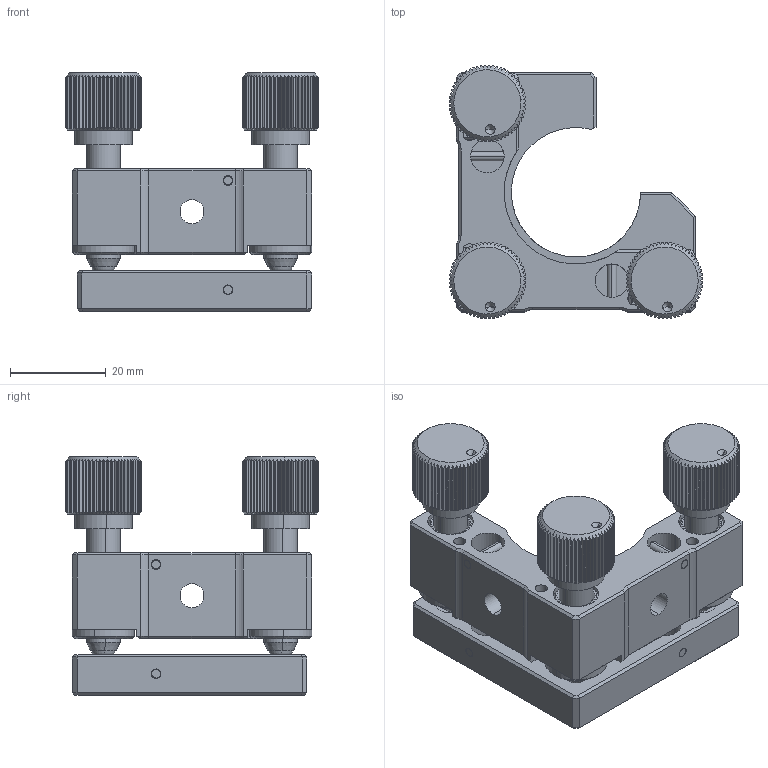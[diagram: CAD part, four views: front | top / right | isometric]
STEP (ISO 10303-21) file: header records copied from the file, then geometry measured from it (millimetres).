
FILE_DESCRIPTION (( 'STEP AP203' ), '1' );
FILE_NAME ('OMHS30-B.STEP', '2018-12-10T02:22:50', ( '' ), ( '' ), 'SwSTEP 2.0', 'SolidWorks 2016', '' );
FILE_SCHEMA (( 'CONFIG_CONTROL_DESIGN' ));
Length unit declared in the file: millimetre
Products named in the file (1): OMHS30-B
Bounding box: 52.99 x 52.99 x 49.8 mm (x, y, z)
Surface area: 20015.9 mm2 (no closed solid volume)
Topology: 0 solids, 31 shells, 1026 faces, 2813 edges, 1810 vertices
Faces by surface type: plane 500, cylinder 278, cone 242, torus 6
Entity records: 33345 total; most frequent: CARTESIAN_POINT 8437, ORIENTED_EDGE 5224, DIRECTION 4907, EDGE_CURVE 2799, AXIS2_PLACEMENT_3D 1852, VERTEX_POINT 1806, LINE 1203, VECTOR 1203
